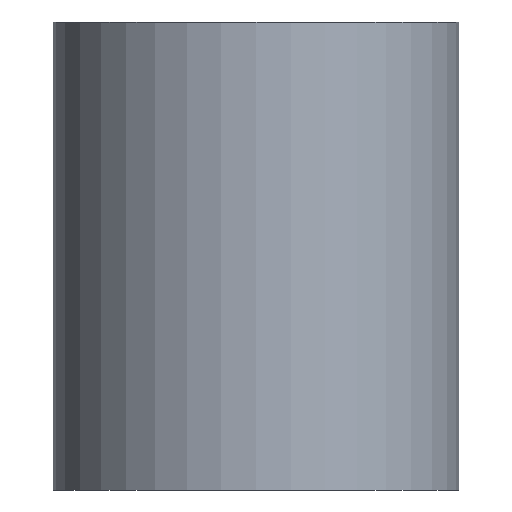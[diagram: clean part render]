
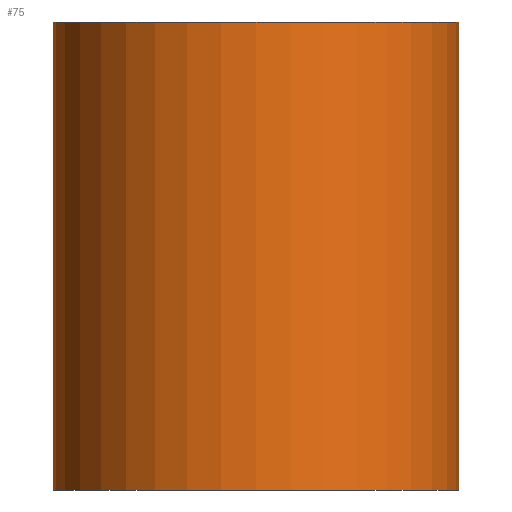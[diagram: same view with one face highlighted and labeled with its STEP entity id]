
A CAD part, front view. The second image highlights one B-rep face of the part: STEP entity #75.
In plain terms, the highlighted cylindrical face has radius 26 mm (diameter 52 mm), a partial arc.
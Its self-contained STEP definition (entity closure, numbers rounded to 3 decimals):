
#5 = CIRCLE ( 'NONE', #39, 26. ) ;
#6 = ORIENTED_EDGE ( 'NONE', *, *, #175, .F. ) ;
#7 = FACE_OUTER_BOUND ( 'NONE', #77, .T. ) ;
#10 = VECTOR ( 'NONE', #89, 1000. ) ;
#20 = DIRECTION ( 'NONE',  ( 0., 0., -1. ) ) ;
#21 = CYLINDRICAL_SURFACE ( 'NONE', #137, 26. ) ;
#32 = CARTESIAN_POINT ( 'NONE',  ( -26., 0., 30. ) ) ;
#33 = CARTESIAN_POINT ( 'NONE',  ( 0., 0., 30. ) ) ;
#39 = AXIS2_PLACEMENT_3D ( 'NONE', #138, #110, #70 ) ;
#45 = AXIS2_PLACEMENT_3D ( 'NONE', #141, #59, #46 ) ;
#46 = DIRECTION ( 'NONE',  ( 1., 0., 0. ) ) ;
#56 = VERTEX_POINT ( 'NONE', #32 ) ;
#57 = CARTESIAN_POINT ( 'NONE',  ( 26., 0., -30. ) ) ;
#59 = DIRECTION ( 'NONE',  ( 0., 0., 1. ) ) ;
#70 = DIRECTION ( 'NONE',  ( 1., 0., 0. ) ) ;
#72 = LINE ( 'NONE', #125, #106 ) ;
#75 = ADVANCED_FACE ( 'NONE', ( #7 ), #21, .T. ) ;
#77 = EDGE_LOOP ( 'NONE', ( #6, #136, #93, #153 ) ) ;
#81 = VERTEX_POINT ( 'NONE', #169 ) ;
#84 = DIRECTION ( 'NONE',  ( -1., 0., 0. ) ) ;
#85 = LINE ( 'NONE', #122, #10 ) ;
#89 = DIRECTION ( 'NONE',  ( 0., 0., -1. ) ) ;
#93 = ORIENTED_EDGE ( 'NONE', *, *, #107, .T. ) ;
#96 = DIRECTION ( 'NONE',  ( 0., 0., -1. ) ) ;
#97 = CARTESIAN_POINT ( 'NONE',  ( 26., 0., 30. ) ) ;
#106 = VECTOR ( 'NONE', #96, 1000. ) ;
#107 = EDGE_CURVE ( 'NONE', #56, #81, #72, .T. ) ;
#108 = VERTEX_POINT ( 'NONE', #97 ) ;
#110 = DIRECTION ( 'NONE',  ( 0., 0., 1. ) ) ;
#122 = CARTESIAN_POINT ( 'NONE',  ( 26., 0., 30. ) ) ;
#125 = CARTESIAN_POINT ( 'NONE',  ( -26., 0., 30. ) ) ;
#136 = ORIENTED_EDGE ( 'NONE', *, *, #166, .F. ) ;
#137 = AXIS2_PLACEMENT_3D ( 'NONE', #33, #20, #84 ) ;
#138 = CARTESIAN_POINT ( 'NONE',  ( 0., 0., 30. ) ) ;
#141 = CARTESIAN_POINT ( 'NONE',  ( 0., 0., -30. ) ) ;
#149 = CIRCLE ( 'NONE', #45, 26. ) ;
#151 = VERTEX_POINT ( 'NONE', #57 ) ;
#153 = ORIENTED_EDGE ( 'NONE', *, *, #170, .T. ) ;
#166 = EDGE_CURVE ( 'NONE', #56, #108, #5, .T. ) ;
#169 = CARTESIAN_POINT ( 'NONE',  ( -26., 0., -30. ) ) ;
#170 = EDGE_CURVE ( 'NONE', #81, #151, #149, .T. ) ;
#175 = EDGE_CURVE ( 'NONE', #108, #151, #85, .T. ) ;
